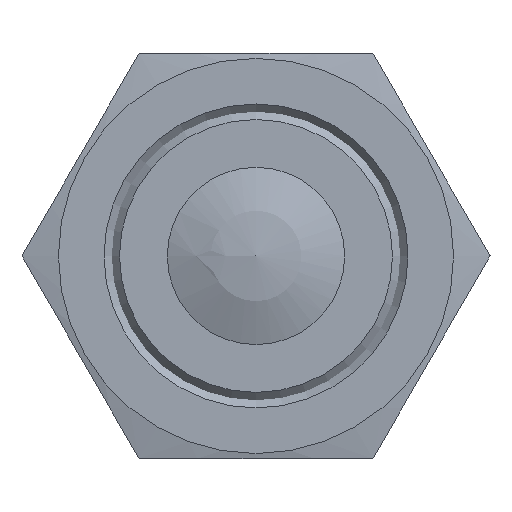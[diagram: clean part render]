
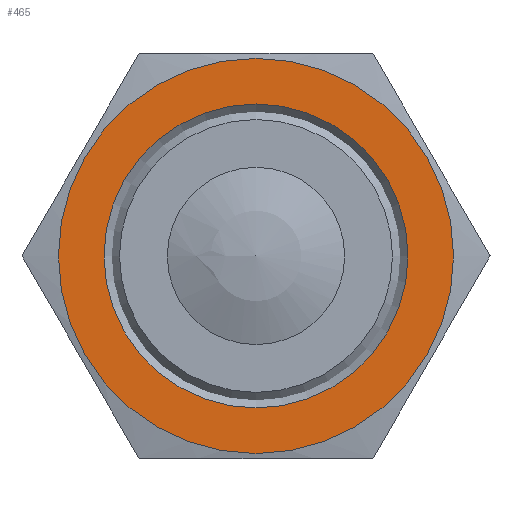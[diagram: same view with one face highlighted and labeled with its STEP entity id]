
A CAD part, left-side view. The second image highlights one B-rep face of the part: STEP entity #465.
In plain terms, the highlighted face is planar.
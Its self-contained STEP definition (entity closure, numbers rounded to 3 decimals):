
#181=ORIENTED_EDGE('',*,*,#257,.F.);
#182=ORIENTED_EDGE('',*,*,#250,.T.);
#250=EDGE_CURVE('',#297,#297,#320,.T.);
#257=EDGE_CURVE('',#304,#304,#321,.T.);
#297=VERTEX_POINT('',#794);
#304=VERTEX_POINT('',#827);
#320=CIRCLE('',#537,3.9);
#321=CIRCLE('',#539,3.);
#360=EDGE_LOOP('',(#181));
#361=EDGE_LOOP('',(#182));
#410=FACE_BOUND('',#360,.T.);
#411=FACE_BOUND('',#361,.T.);
#436=PLANE('',#538);
#465=ADVANCED_FACE('',(#410,#411),#436,.F.);
#537=AXIS2_PLACEMENT_3D('',#793,#645,#646);
#538=AXIS2_PLACEMENT_3D('',#825,#647,#648);
#539=AXIS2_PLACEMENT_3D('',#826,#649,#650);
#645=DIRECTION('',(1.,0.,0.));
#646=DIRECTION('',(0.,0.,-1.));
#647=DIRECTION('',(-1.,0.,0.));
#648=DIRECTION('',(0.,0.,1.));
#649=DIRECTION('',(1.,0.,0.));
#650=DIRECTION('',(0.,0.,-1.));
#793=CARTESIAN_POINT('',(2.5,0.,0.));
#794=CARTESIAN_POINT('',(2.5,0.,-3.9));
#825=CARTESIAN_POINT('',(2.5,3.9,0.));
#826=CARTESIAN_POINT('',(2.5,0.,0.));
#827=CARTESIAN_POINT('',(2.5,0.,-3.));
